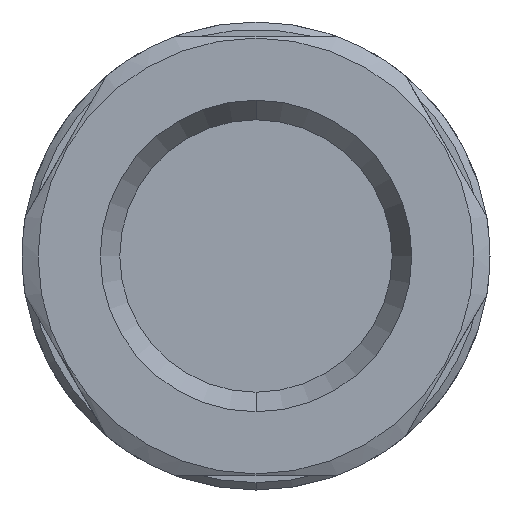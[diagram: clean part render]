
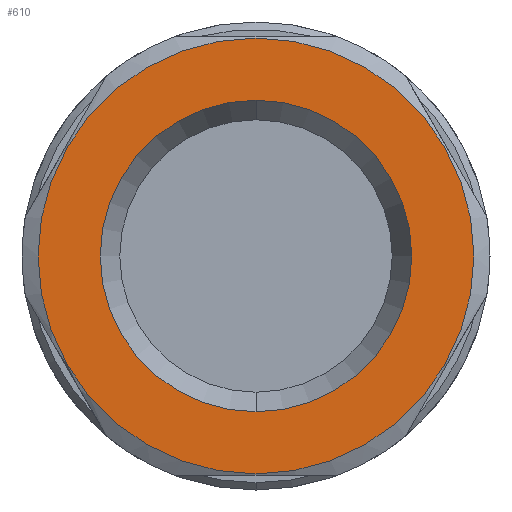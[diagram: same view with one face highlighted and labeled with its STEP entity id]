
A CAD part, left-side view. The second image highlights one B-rep face of the part: STEP entity #610.
In plain terms, the highlighted planar face has unit normal (-1, 0, 0).
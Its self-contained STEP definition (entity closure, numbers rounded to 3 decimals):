
#62 = CIRCLE ( 'NONE', #338, 14.9 ) ;
#94 = CIRCLE ( 'NONE', #346, 10.65 ) ;
#125 = CIRCLE ( 'NONE', #359, 10.65 ) ;
#137 = CIRCLE ( 'NONE', #362, 14.9 ) ;
#215 = EDGE_CURVE ( 'NONE', #2820, #2788, #62, .T. ) ;
#243 = EDGE_CURVE ( 'NONE', #2811, #2876, #94, .T. ) ;
#277 = EDGE_CURVE ( 'NONE', #2876, #2811, #125, .T. ) ;
#286 = EDGE_CURVE ( 'NONE', #2788, #2820, #137, .T. ) ;
#338 = AXIS2_PLACEMENT_3D ( 'NONE', #2460, #2463, #2465 ) ;
#346 = AXIS2_PLACEMENT_3D ( 'NONE', #2341, #2278, #2170 ) ;
#359 = AXIS2_PLACEMENT_3D ( 'NONE', #2271, #2532, #2295 ) ;
#362 = AXIS2_PLACEMENT_3D ( 'NONE', #2759, #2760, #2761 ) ;
#369 = AXIS2_PLACEMENT_3D ( 'NONE', #1356, #1357, #1358 ) ;
#610 = ADVANCED_FACE ( 'NONE', ( #622, #623 ), #1355, .T. ) ;
#622 = FACE_BOUND ( 'NONE', #1996, .T. ) ;
#623 = FACE_OUTER_BOUND ( 'NONE', #1955, .T. ) ;
#881 = CARTESIAN_POINT ( 'NONE',  ( -20.1, 0., -14.9 ) ) ;
#904 = CARTESIAN_POINT ( 'NONE',  ( -20.1, 0., -10.65 ) ) ;
#913 = CARTESIAN_POINT ( 'NONE',  ( -20.1, 0., 14.9 ) ) ;
#966 = CARTESIAN_POINT ( 'NONE',  ( -20.1, 0., 10.65 ) ) ;
#1182 = ORIENTED_EDGE ( 'NONE', *, *, #277, .T. ) ;
#1183 = ORIENTED_EDGE ( 'NONE', *, *, #243, .T. ) ;
#1184 = ORIENTED_EDGE ( 'NONE', *, *, #286, .F. ) ;
#1185 = ORIENTED_EDGE ( 'NONE', *, *, #215, .F. ) ;
#1355 = PLANE ( 'NONE',  #369 ) ;
#1356 = CARTESIAN_POINT ( 'NONE',  ( -20.1, 14.9, 0. ) ) ;
#1357 = DIRECTION ( 'NONE',  ( -1., 0., 0. ) ) ;
#1358 = DIRECTION ( 'NONE',  ( 0., 0., 1. ) ) ;
#1955 = EDGE_LOOP ( 'NONE', ( #1184, #1185 ) ) ;
#1996 = EDGE_LOOP ( 'NONE', ( #1182, #1183 ) ) ;
#2170 = DIRECTION ( 'NONE',  ( 0., 0., -1. ) ) ;
#2271 = CARTESIAN_POINT ( 'NONE',  ( -20.1, 0., 0. ) ) ;
#2278 = DIRECTION ( 'NONE',  ( 1., 0., 0. ) ) ;
#2295 = DIRECTION ( 'NONE',  ( 0., 0., -1. ) ) ;
#2341 = CARTESIAN_POINT ( 'NONE',  ( -20.1, 0., 0. ) ) ;
#2460 = CARTESIAN_POINT ( 'NONE',  ( -20.1, 0., 0. ) ) ;
#2463 = DIRECTION ( 'NONE',  ( 1., 0., 0. ) ) ;
#2465 = DIRECTION ( 'NONE',  ( 0., 0., -1. ) ) ;
#2532 = DIRECTION ( 'NONE',  ( 1., 0., 0. ) ) ;
#2759 = CARTESIAN_POINT ( 'NONE',  ( -20.1, 0., 0. ) ) ;
#2760 = DIRECTION ( 'NONE',  ( 1., 0., 0. ) ) ;
#2761 = DIRECTION ( 'NONE',  ( 0., 0., -1. ) ) ;
#2788 = VERTEX_POINT ( 'NONE', #881 ) ;
#2811 = VERTEX_POINT ( 'NONE', #904 ) ;
#2820 = VERTEX_POINT ( 'NONE', #913 ) ;
#2876 = VERTEX_POINT ( 'NONE', #966 ) ;
